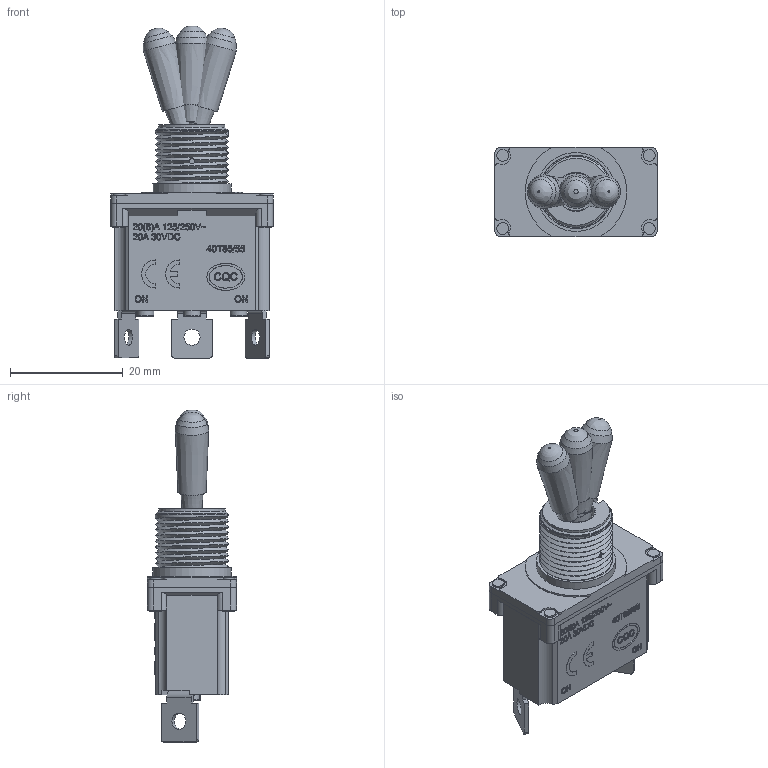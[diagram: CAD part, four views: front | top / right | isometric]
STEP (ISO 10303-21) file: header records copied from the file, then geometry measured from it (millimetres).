
FILE_DESCRIPTION(/* description */ ('Unknown'),/* implementation_level */ '2;1');
FILE_NAME(/* name */ 'SW_Wurth_WS-TOTV_472221010140',/* time_stamp */ '2025-06-26T17:12:04+08:00',/* author */ ('Unknown'),/* organization */ ('Unknown'),/* preprocessor_version */ 'ST-DEVELOPER v19.4',/* originating_system */ 'Solid Edge',/* authorisation */ 'Unknown');
FILE_SCHEMA (('AUTOMOTIVE_DESIGN {1 0 10303 214 3 1 1}'));
Products named in the file (2): SW_Wurth_WS-TOTV_472221010140
Assembly tree (1 placements, depth 2):
  SW_Wurth_WS-TOTV_472221010140
    SW_Wurth_WS-TOTV_472221010140
Bounding box: 28.8 x 15.8 x 58.9 mm (x, y, z)
Volume: 10196.4 mm3; surface area: 7262.1 mm2
Topology: 17 solids, 17 shells, 1139 faces, 2830 edges, 1883 vertices
Faces by surface type: plane 797, bspline 193, cylinder 147, cone 2
Full cylindrical faces by diameter (mm): 1 x1, 1.8 x4, 2 x16, 2.1 x8, 2.5 x8, 2.65 x1, 2.85 x3, 3 x3, 3.7 x1, 4 x1, 6.7 x2, 7 x3
Entity records: 54266 total; most frequent: CARTESIAN_POINT 24125, ORIENTED_EDGE 5442, DIRECTION 3753, EDGE_CURVE 2721, VERTEX_POINT 1868, EDGE_LOOP 1421, FACE_BOUND 1421, AXIS2_PLACEMENT_3D 1284
